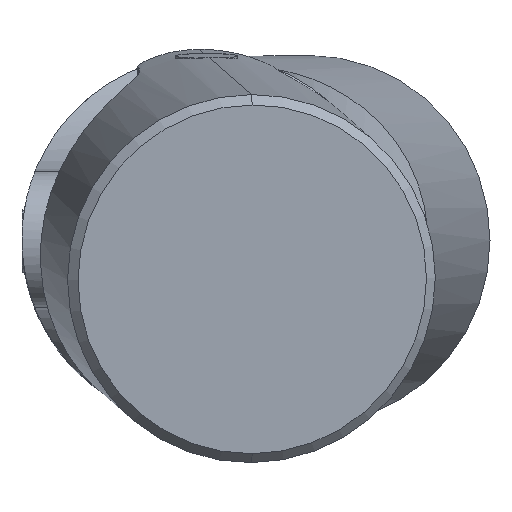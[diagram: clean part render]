
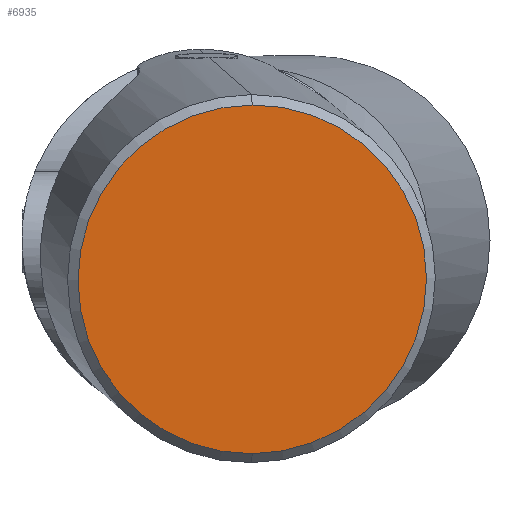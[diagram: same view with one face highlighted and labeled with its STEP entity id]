
A CAD part, top view. The second image highlights one B-rep face of the part: STEP entity #6935.
In plain terms, the highlighted face is planar.
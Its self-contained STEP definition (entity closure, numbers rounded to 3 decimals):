
#3495=CARTESIAN_POINT('',(0.,0.,0.));
#3496=DIRECTION('',(0.,0.,1.));
#3497=DIRECTION('',(-1.,0.,0.));
#3498=AXIS2_PLACEMENT_3D('',#3495,#3496,#3497);
#3500=CARTESIAN_POINT('',(0.,0.,0.));
#3501=DIRECTION('',(0.,0.,1.));
#3502=DIRECTION('',(1.,0.,0.));
#3503=AXIS2_PLACEMENT_3D('',#3500,#3501,#3502);
#6847=CARTESIAN_POINT('',(18.05,0.,0.));
#6848=CARTESIAN_POINT('',(-18.05,0.,0.));
#6849=VERTEX_POINT('',#6847);
#6850=VERTEX_POINT('',#6848);
#6925=CARTESIAN_POINT('',(0.,0.,0.));
#6926=DIRECTION('',(0.,0.,1.));
#6927=DIRECTION('',(1.,0.,0.));
#6928=AXIS2_PLACEMENT_3D('',#6925,#6926,#6927);
#6929=PLANE('',#6928);
#6931=ORIENTED_EDGE('',*,*,#6930,.T.);
#6932=ORIENTED_EDGE('',*,*,#6914,.T.);
#6933=EDGE_LOOP('',(#6931,#6932));
#6934=FACE_OUTER_BOUND('',#6933,.F.);
#6935=ADVANCED_FACE('',(#6934),#6929,.F.);
#3499=CIRCLE('',#3498,18.05);
#3504=CIRCLE('',#3503,18.05);
#6914=EDGE_CURVE('',#6849,#6850,#3504,.T.);
#6930=EDGE_CURVE('',#6850,#6849,#3499,.T.);
